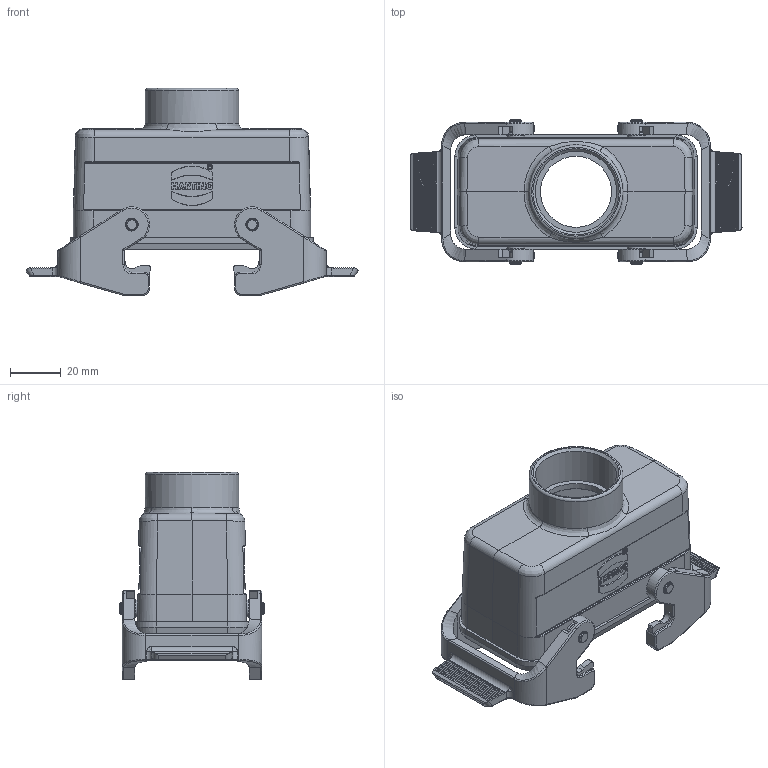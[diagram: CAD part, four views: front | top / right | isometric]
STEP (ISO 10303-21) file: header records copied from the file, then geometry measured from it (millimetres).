
FILE_DESCRIPTION(/* description */ (''),/* implementation_level */ '2;1');
FILE_NAME(/* name */ '100700552ugm000_b.stp',/* time_stamp */ '2017-11-03T15:17:41+01:00',/* author */ (''),/* organization */ (''),/* preprocessor_version */ 'ST-DEVELOPER v16',/* originating_system */ 'SIEMENS PLM Software NX 10.0',/* authorisation */ '');
FILE_SCHEMA (('AUTOMOTIVE_DESIGN { 1 0 10303 214 3 1 1 1 }'));
Length unit declared in the file: millimetre
Products named in the file (1): 100700552ugm000_b
Bounding box: 130.9 x 57 x 81.7 mm (x, y, z)
Volume: 72760.7 mm3; surface area: 47699 mm2
Topology: 3 solids, 3 shells, 1046 faces, 3230 edges, 2793 vertices
Faces by surface type: plane 615, cylinder 215, bspline 157, cone 39, torus 20
Full cylindrical faces by diameter (mm): 3 x4, 4 x4, 4.8 x4, 5.1 x4, 7 x4, 28 x1, 32 x1, 37 x1
Entity records: 44168 total; most frequent: CARTESIAN_POINT 13372, ORIENTED_EDGE 5162, DIRECTION 4774, EDGE_CURVE 2581, LINE 1874, VECTOR 1874, VERTEX_POINT 1670, AXIS2_PLACEMENT_3D 1450
